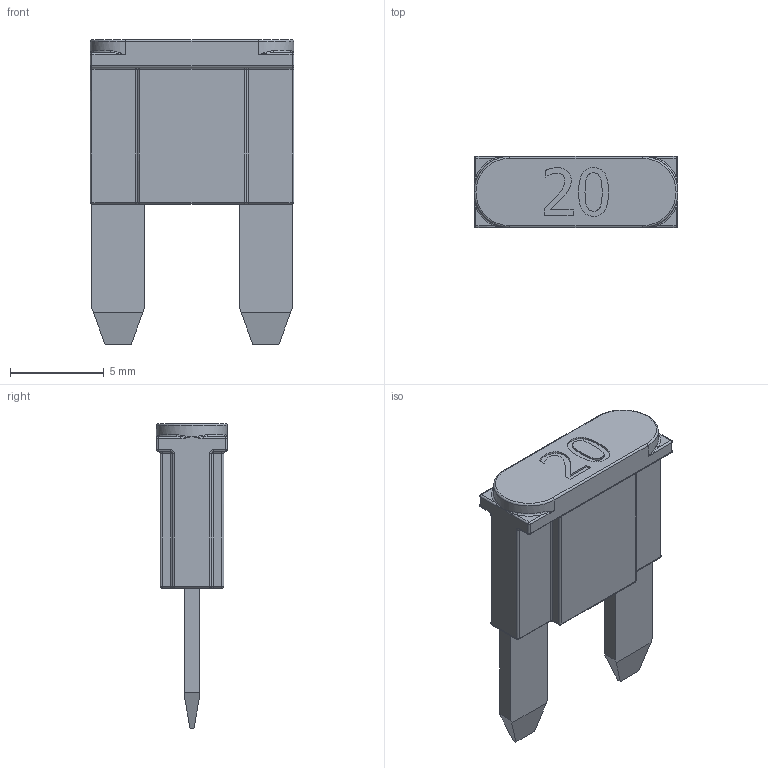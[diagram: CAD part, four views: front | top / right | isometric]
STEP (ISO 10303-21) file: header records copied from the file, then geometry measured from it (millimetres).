
FILE_DESCRIPTION(('FreeCAD Model'),'2;1');
FILE_NAME( 'Fuse_CarMiniBladeType1.stp', '2019-06-09T19:04:00',('Author'),(''), 'Open CASCADE STEP processor 7.3','FreeCAD','Unknown');
FILE_SCHEMA(('AUTOMOTIVE_DESIGN { 1 0 10303 214 1 1 1 1 }'));
Length unit declared in the file: millimetre
Products named in the file (1): Fusibile_Lama_MINI_Type_1
Bounding box: 10.9 x 3.8 x 16.3 mm (x, y, z)
Volume: 311.6 mm3; surface area: 433 mm2
Topology: 3 solids, 3 shells, 186 faces, 1315 edges, 3717 vertices
Faces by surface type: cylinder 56, plane 53, bspline 39, sphere 20, torus 18
Entity records: 23565 total; most frequent: CARTESIAN_POINT 9798, DIRECTION 2371, LINE 1197, VECTOR 1197, GEOMETRIC_CURVE_SET 872, ORIENTED_EDGE 854, PCURVE 854, DEFINITIONAL_REPRESENTATION 854
